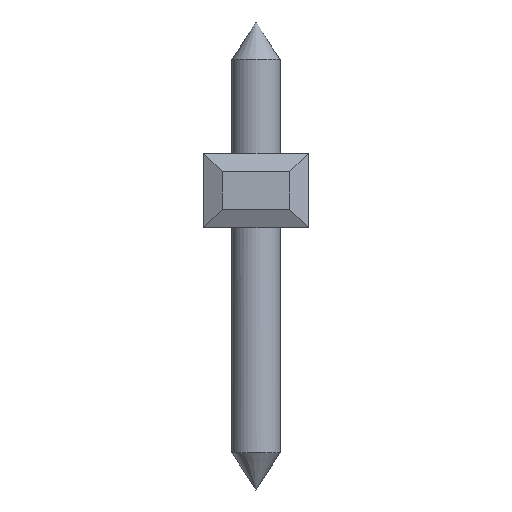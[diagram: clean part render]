
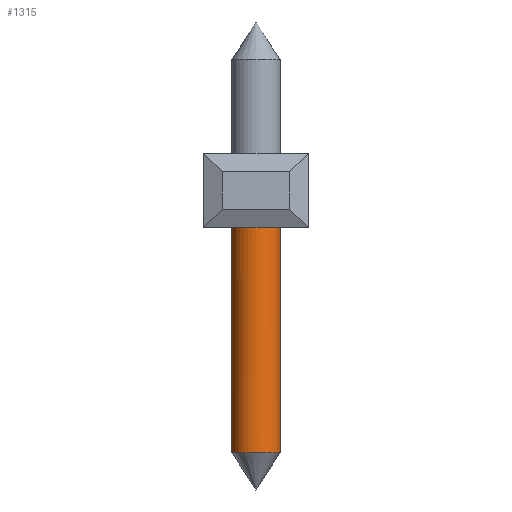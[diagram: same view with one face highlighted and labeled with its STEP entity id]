
A CAD part, left-side view. The second image highlights one B-rep face of the part: STEP entity #1315.
In plain terms, the highlighted cylindrical face has radius 0.65 mm (diameter 1.3 mm), a full revolution.
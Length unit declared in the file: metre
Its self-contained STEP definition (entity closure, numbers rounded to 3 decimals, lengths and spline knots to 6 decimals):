
#1315=ADVANCED_FACE('',(#2710,#2711),#2712,.T.);
#2710=FACE_OUTER_BOUND('',#4097,.T.);
#2711=FACE_OUTER_BOUND('',#4098,.T.);
#2712=CYLINDRICAL_SURFACE('',#4099,0.00065);
#4097=EDGE_LOOP('',(#7788));
#4098=EDGE_LOOP('',(#7789));
#4099=AXIS2_PLACEMENT_3D('',#7790,#7791,#7792);
#7788=ORIENTED_EDGE('',*,*,#9122,.F.);
#7789=ORIENTED_EDGE('',*,*,#7868,.F.);
#7790=CARTESIAN_POINT('',(-0.00435,-0.03326,0.0025));
#7791=DIRECTION('',(0.0,0.,-1.0));
#7792=DIRECTION('',(-1.0,0.0,0.0));
#7868=EDGE_CURVE('',#9303,#9303,#9304,.T.);
#9122=EDGE_CURVE('',#11094,#11094,#11095,.T.);
#9303=VERTEX_POINT('',#11302);
#9304=CIRCLE('',#11303,0.00065);
#11094=VERTEX_POINT('',#13960);
#11095=CIRCLE('',#13961,0.00065);
#11302=CARTESIAN_POINT('',(-0.00396,-0.03274,-0.008));
#11303=AXIS2_PLACEMENT_3D('',#14216,#14217,#14218);
#13960=CARTESIAN_POINT('',(-0.00435,-0.03391,-0.0018));
#13961=AXIS2_PLACEMENT_3D('',#15164,#15165,#15166);
#14216=CARTESIAN_POINT('',(-0.00435,-0.03326,-0.008));
#14217=DIRECTION('',(0.,0.,-1.0));
#14218=DIRECTION('',(0.6,0.8,0.));
#15164=CARTESIAN_POINT('',(-0.00435,-0.03326,-0.0018));
#15165=DIRECTION('',(0.0,0.,1.0));
#15166=DIRECTION('',(0.0,-1.0,0.));
